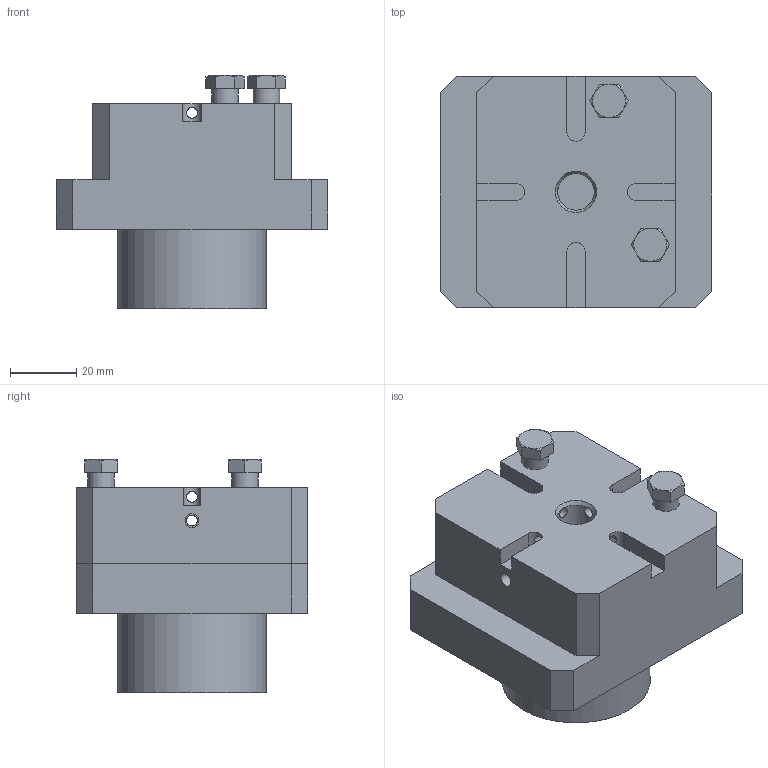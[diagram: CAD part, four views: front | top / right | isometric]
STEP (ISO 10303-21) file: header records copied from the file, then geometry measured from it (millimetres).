
FILE_DESCRIPTION(/* description */ (''),/* implementation_level */ '2;1');
FILE_NAME(/* name */ 'W7040029_stp.stp',/* time_stamp */ '2015-12-10T07:35:25+01:00',/* author */ (''),/* organization */ (''),/* preprocessor_version */ 'ST-DEVELOPER v15',/* originating_system */ 'SIEMENS PLM Software NX 9.0',/* authorisation */ '');
FILE_SCHEMA (('AUTOMOTIVE_DESIGN { 1 0 10303 214 3 1 1 1 }'));
Length unit declared in the file: millimetre
Products named in the file (1): _
Bounding box: 82 x 70 x 70.5 mm (x, y, z)
Volume: 215401.5 mm3; surface area: 27771.4 mm2
Topology: 1 solids, 1 shells, 81 faces, 220 edges, 144 vertices
Faces by surface type: plane 52, cylinder 16, cone 13
Full cylindrical faces by diameter (mm): 3.3 x6, 4.2 x2, 8 x2, 11.1 x1, 45 x1
Entity records: 3026 total; most frequent: CARTESIAN_POINT 1104, ORIENTED_EDGE 388, DIRECTION 358, EDGE_CURVE 194, VERTEX_POINT 132, AXIS2_PLACEMENT_3D 120, LINE 118, VECTOR 118
